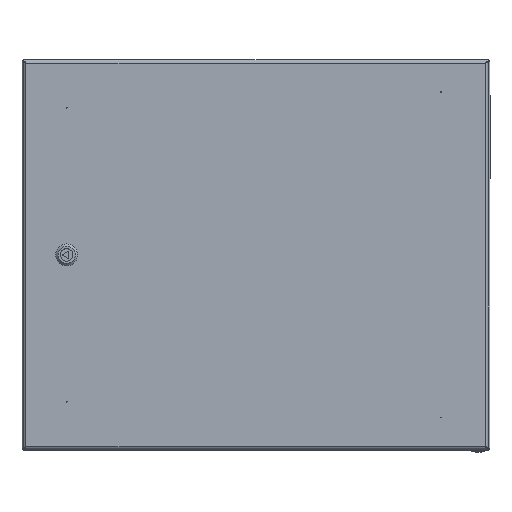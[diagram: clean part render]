
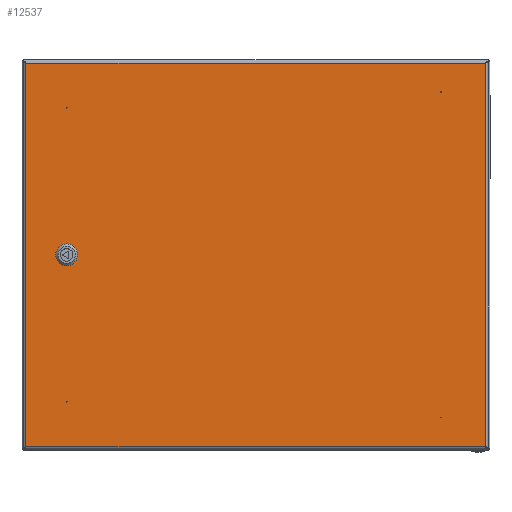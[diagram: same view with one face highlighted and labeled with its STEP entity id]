
A CAD part, top view. The second image highlights one B-rep face of the part: STEP entity #12537.
In plain terms, the highlighted face is planar.
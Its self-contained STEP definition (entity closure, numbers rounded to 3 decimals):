
#522 = CARTESIAN_POINT ( 'NONE',  ( 0., 0., -1. ) ) ;
#924 = DIRECTION ( 'NONE',  ( 1., 0., 0. ) ) ;
#1070 = VECTOR ( 'NONE', #36887, 1000. ) ;
#1149 = AXIS2_PLACEMENT_3D ( 'NONE', #32596, #24342, #29052 ) ;
#1366 = EDGE_LOOP ( 'NONE', ( #39842 ) ) ;
#1406 = FACE_BOUND ( 'NONE', #5273, .T. ) ;
#1599 = VERTEX_POINT ( 'NONE', #9471 ) ;
#1821 = DIRECTION ( 'NONE',  ( 0., 0., 1. ) ) ;
#2043 = CIRCLE ( 'NONE', #1149, 11.25 ) ;
#2099 = VERTEX_POINT ( 'NONE', #51883 ) ;
#2571 = LINE ( 'NONE', #7583, #41218 ) ;
#3022 = DIRECTION ( 'NONE',  ( -1., 0., 0. ) ) ;
#3608 = VERTEX_POINT ( 'NONE', #52568 ) ;
#3836 = CARTESIAN_POINT ( 'NONE',  ( 294.8, -245.8, -1. ) ) ;
#3957 = CARTESIAN_POINT ( 'NONE',  ( -237.5, -208.5, -1. ) ) ;
#4391 = CIRCLE ( 'NONE', #33664, 0.5 ) ;
#4623 = VECTOR ( 'NONE', #26606, 1000. ) ;
#4676 = ORIENTED_EDGE ( 'NONE', *, *, #56505, .T. ) ;
#5273 = EDGE_LOOP ( 'NONE', ( #19539 ) ) ;
#5920 = ORIENTED_EDGE ( 'NONE', *, *, #9843, .T. ) ;
#6111 = ORIENTED_EDGE ( 'NONE', *, *, #39566, .T. ) ;
#6398 = VERTEX_POINT ( 'NONE', #23808 ) ;
#7583 = CARTESIAN_POINT ( 'NONE',  ( 252.75, 4.637, -1. ) ) ;
#7710 = LINE ( 'NONE', #38739, #10211 ) ;
#8122 = VERTEX_POINT ( 'NONE', #21697 ) ;
#8606 = CARTESIAN_POINT ( 'NONE',  ( 247.137, 10.25, -1. ) ) ;
#8829 = CARTESIAN_POINT ( 'NONE',  ( -294.8, 1736., -1. ) ) ;
#9293 = VERTEX_POINT ( 'NONE', #40061 ) ;
#9471 = CARTESIAN_POINT ( 'NONE',  ( 252.75, 4.637, -1. ) ) ;
#9843 = EDGE_CURVE ( 'NONE', #1599, #2099, #23258, .T. ) ;
#10030 = EDGE_LOOP ( 'NONE', ( #47021, #11551, #33948, #23777, #16944, #4676, #5920, #22152 ) ) ;
#10211 = VECTOR ( 'NONE', #56453, 1000. ) ;
#10958 = CARTESIAN_POINT ( 'NONE',  ( 242.5, 0., -1. ) ) ;
#11081 = EDGE_CURVE ( 'NONE', #37377, #52995, #33370, .T. ) ;
#11551 = ORIENTED_EDGE ( 'NONE', *, *, #48953, .T. ) ;
#11874 = CARTESIAN_POINT ( 'NONE',  ( 242., -188.5, -1. ) ) ;
#12537 = ADVANCED_FACE ( 'NONE', ( #45438, #1406, #55168, #42202, #41321, #36875 ), #14701, .F. ) ;
#12707 = CARTESIAN_POINT ( 'NONE',  ( 237.863, 10.25, -1. ) ) ;
#12742 = DIRECTION ( 'NONE',  ( 1., 0., 0. ) ) ;
#13114 = AXIS2_PLACEMENT_3D ( 'NONE', #32384, #37421, #45117 ) ;
#14701 = PLANE ( 'NONE',  #19180 ) ;
#15010 = DIRECTION ( 'NONE',  ( 1., 0., 0. ) ) ;
#15049 = AXIS2_PLACEMENT_3D ( 'NONE', #3957, #21961, #31142 ) ;
#15165 = EDGE_CURVE ( 'NONE', #6398, #6398, #25574, .T. ) ;
#15661 = EDGE_CURVE ( 'NONE', #29066, #39132, #18867, .T. ) ;
#15983 = EDGE_CURVE ( 'NONE', #55888, #9293, #44492, .T. ) ;
#16010 = ORIENTED_EDGE ( 'NONE', *, *, #31649, .T. ) ;
#16944 = ORIENTED_EDGE ( 'NONE', *, *, #27096, .T. ) ;
#18264 = DIRECTION ( 'NONE',  ( -1., 0., 0. ) ) ;
#18588 = VECTOR ( 'NONE', #23572, 1000. ) ;
#18867 = LINE ( 'NONE', #8829, #1070 ) ;
#19180 = AXIS2_PLACEMENT_3D ( 'NONE', #522, #22977, #15010 ) ;
#19440 = VERTEX_POINT ( 'NONE', #37536 ) ;
#19539 = ORIENTED_EDGE ( 'NONE', *, *, #15165, .T. ) ;
#19851 = CARTESIAN_POINT ( 'NONE',  ( 242.5, -188.5, -1. ) ) ;
#20894 = AXIS2_PLACEMENT_3D ( 'NONE', #35490, #21334, #12742 ) ;
#20934 = AXIS2_PLACEMENT_3D ( 'NONE', #38638, #29740, #39788 ) ;
#21334 = DIRECTION ( 'NONE',  ( 0., 0., 1. ) ) ;
#21697 = CARTESIAN_POINT ( 'NONE',  ( -237., -208.5, -1. ) ) ;
#21961 = DIRECTION ( 'NONE',  ( 0., 0., 1. ) ) ;
#22000 = CARTESIAN_POINT ( 'NONE',  ( 247.137, -10.25, -1. ) ) ;
#22152 = ORIENTED_EDGE ( 'NONE', *, *, #29887, .T. ) ;
#22977 = DIRECTION ( 'NONE',  ( 0., 0., 1. ) ) ;
#23258 = CIRCLE ( 'NONE', #51538, 11.25 ) ;
#23572 = DIRECTION ( 'NONE',  ( -1., 0., 0. ) ) ;
#23747 = VERTEX_POINT ( 'NONE', #11874 ) ;
#23777 = ORIENTED_EDGE ( 'NONE', *, *, #11081, .T. ) ;
#23808 = CARTESIAN_POINT ( 'NONE',  ( 243., 188.5, -1. ) ) ;
#24342 = DIRECTION ( 'NONE',  ( 0., 0., 1. ) ) ;
#24591 = CARTESIAN_POINT ( 'NONE',  ( 1487.5, 245.8, -1. ) ) ;
#24798 = DIRECTION ( 'NONE',  ( 1., 0., 0. ) ) ;
#25574 = CIRCLE ( 'NONE', #20894, 0.5 ) ;
#25661 = CARTESIAN_POINT ( 'NONE',  ( 247.137, -10.25, -1. ) ) ;
#25950 = VECTOR ( 'NONE', #32704, 1000. ) ;
#26191 = CIRCLE ( 'NONE', #33749, 0.5 ) ;
#26606 = DIRECTION ( 'NONE',  ( -1., 0., 0. ) ) ;
#27096 = EDGE_CURVE ( 'NONE', #52995, #3608, #2043, .T. ) ;
#28552 = CARTESIAN_POINT ( 'NONE',  ( 237.863, -10.25, -1. ) ) ;
#28859 = CARTESIAN_POINT ( 'NONE',  ( 232.25, 4.637, -1. ) ) ;
#28956 = VERTEX_POINT ( 'NONE', #3836 ) ;
#29052 = DIRECTION ( 'NONE',  ( 1., 0., 0. ) ) ;
#29066 = VERTEX_POINT ( 'NONE', #42232 ) ;
#29107 = EDGE_LOOP ( 'NONE', ( #44478 ) ) ;
#29740 = DIRECTION ( 'NONE',  ( 0., 0., 1. ) ) ;
#29887 = EDGE_CURVE ( 'NONE', #2099, #55888, #39914, .T. ) ;
#29896 = DIRECTION ( 'NONE',  ( 0., 0., 1. ) ) ;
#30732 = EDGE_CURVE ( 'NONE', #8122, #8122, #40506, .T. ) ;
#31142 = DIRECTION ( 'NONE',  ( 1., 0., 0. ) ) ;
#31649 = EDGE_CURVE ( 'NONE', #28956, #39132, #54613, .T. ) ;
#32384 = CARTESIAN_POINT ( 'NONE',  ( 242.5, 0., -1. ) ) ;
#32596 = CARTESIAN_POINT ( 'NONE',  ( 242.5, 0., -1. ) ) ;
#32704 = DIRECTION ( 'NONE',  ( 0., -1., 0. ) ) ;
#33157 = EDGE_LOOP ( 'NONE', ( #54266, #40436, #38418, #16010 ) ) ;
#33370 = LINE ( 'NONE', #25661, #47893 ) ;
#33664 = AXIS2_PLACEMENT_3D ( 'NONE', #19851, #37873, #52811 ) ;
#33749 = AXIS2_PLACEMENT_3D ( 'NONE', #38772, #29896, #3022 ) ;
#33948 = ORIENTED_EDGE ( 'NONE', *, *, #44770, .T. ) ;
#34044 = VERTEX_POINT ( 'NONE', #47944 ) ;
#35490 = CARTESIAN_POINT ( 'NONE',  ( 242.5, 188.5, -1. ) ) ;
#36850 = EDGE_LOOP ( 'NONE', ( #6111 ) ) ;
#36875 = FACE_BOUND ( 'NONE', #10030, .T. ) ;
#36887 = DIRECTION ( 'NONE',  ( 0., -1., 0. ) ) ;
#37377 = VERTEX_POINT ( 'NONE', #28552 ) ;
#37421 = DIRECTION ( 'NONE',  ( 0., 0., 1. ) ) ;
#37536 = CARTESIAN_POINT ( 'NONE',  ( 294.8, 245.8, -1. ) ) ;
#37873 = DIRECTION ( 'NONE',  ( 0., 0., 1. ) ) ;
#37923 = EDGE_CURVE ( 'NONE', #19440, #28956, #7710, .T. ) ;
#38418 = ORIENTED_EDGE ( 'NONE', *, *, #37923, .T. ) ;
#38638 = CARTESIAN_POINT ( 'NONE',  ( 242.5, 0., -1. ) ) ;
#38739 = CARTESIAN_POINT ( 'NONE',  ( 294.8, 1736., -1. ) ) ;
#38772 = CARTESIAN_POINT ( 'NONE',  ( -237.5, 208.5, -1. ) ) ;
#39132 = VERTEX_POINT ( 'NONE', #55673 ) ;
#39566 = EDGE_CURVE ( 'NONE', #23747, #23747, #4391, .T. ) ;
#39788 = DIRECTION ( 'NONE',  ( 1., 0., 0. ) ) ;
#39842 = ORIENTED_EDGE ( 'NONE', *, *, #42939, .T. ) ;
#39914 = LINE ( 'NONE', #8606, #4623 ) ;
#40061 = CARTESIAN_POINT ( 'NONE',  ( 232.25, 4.637, -1. ) ) ;
#40436 = ORIENTED_EDGE ( 'NONE', *, *, #51105, .F. ) ;
#40506 = CIRCLE ( 'NONE', #15049, 0.5 ) ;
#41218 = VECTOR ( 'NONE', #42733, 1000. ) ;
#41321 = FACE_OUTER_BOUND ( 'NONE', #33157, .T. ) ;
#42202 = FACE_BOUND ( 'NONE', #29107, .T. ) ;
#42232 = CARTESIAN_POINT ( 'NONE',  ( -294.8, 245.8, -1. ) ) ;
#42733 = DIRECTION ( 'NONE',  ( 0., 1., 0. ) ) ;
#42939 = EDGE_CURVE ( 'NONE', #34044, #34044, #26191, .T. ) ;
#43338 = CIRCLE ( 'NONE', #13114, 11.25 ) ;
#44478 = ORIENTED_EDGE ( 'NONE', *, *, #30732, .T. ) ;
#44492 = CIRCLE ( 'NONE', #20934, 11.25 ) ;
#44770 = EDGE_CURVE ( 'NONE', #57667, #37377, #43338, .T. ) ;
#44870 = CARTESIAN_POINT ( 'NONE',  ( 1487.5, -245.8, -1. ) ) ;
#45117 = DIRECTION ( 'NONE',  ( 1., 0., 0. ) ) ;
#45438 = FACE_BOUND ( 'NONE', #36850, .T. ) ;
#47021 = ORIENTED_EDGE ( 'NONE', *, *, #15983, .T. ) ;
#47047 = LINE ( 'NONE', #24591, #18588 ) ;
#47893 = VECTOR ( 'NONE', #24798, 1000. ) ;
#47944 = CARTESIAN_POINT ( 'NONE',  ( -238., 208.5, -1. ) ) ;
#48953 = EDGE_CURVE ( 'NONE', #9293, #57667, #55135, .T. ) ;
#51105 = EDGE_CURVE ( 'NONE', #19440, #29066, #47047, .T. ) ;
#51372 = VECTOR ( 'NONE', #18264, 1000. ) ;
#51538 = AXIS2_PLACEMENT_3D ( 'NONE', #10958, #1821, #924 ) ;
#51883 = CARTESIAN_POINT ( 'NONE',  ( 247.137, 10.25, -1. ) ) ;
#52568 = CARTESIAN_POINT ( 'NONE',  ( 252.75, -4.637, -1. ) ) ;
#52811 = DIRECTION ( 'NONE',  ( -1., 0., 0. ) ) ;
#52995 = VERTEX_POINT ( 'NONE', #22000 ) ;
#54266 = ORIENTED_EDGE ( 'NONE', *, *, #15661, .F. ) ;
#54613 = LINE ( 'NONE', #44870, #51372 ) ;
#55135 = LINE ( 'NONE', #28859, #25950 ) ;
#55168 = FACE_BOUND ( 'NONE', #1366, .T. ) ;
#55673 = CARTESIAN_POINT ( 'NONE',  ( -294.8, -245.8, -1. ) ) ;
#55888 = VERTEX_POINT ( 'NONE', #12707 ) ;
#55963 = CARTESIAN_POINT ( 'NONE',  ( 232.25, -4.637, -1. ) ) ;
#56453 = DIRECTION ( 'NONE',  ( 0., -1., 0. ) ) ;
#56505 = EDGE_CURVE ( 'NONE', #3608, #1599, #2571, .T. ) ;
#57667 = VERTEX_POINT ( 'NONE', #55963 ) ;
